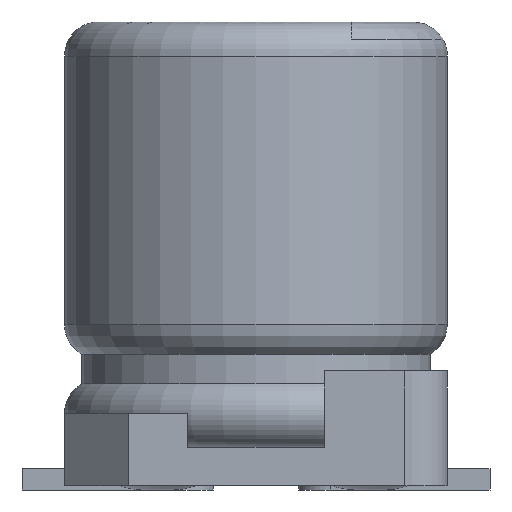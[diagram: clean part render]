
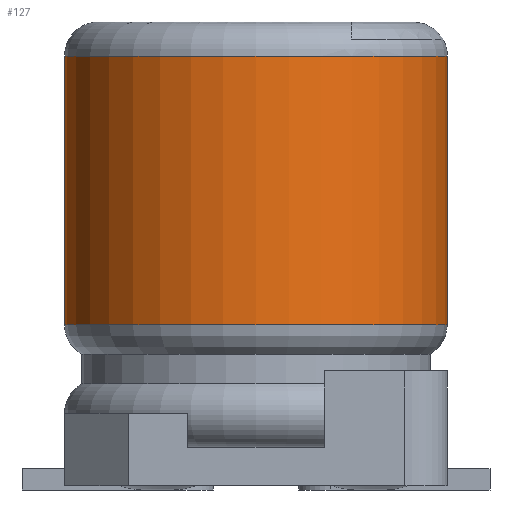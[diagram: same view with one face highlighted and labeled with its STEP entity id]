
A CAD part, front view. The second image highlights one B-rep face of the part: STEP entity #127.
In plain terms, the highlighted cylindrical face has radius 2.25 mm (diameter 4.5 mm), a full revolution.
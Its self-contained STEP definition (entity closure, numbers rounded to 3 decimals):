
#127=ADVANCED_FACE('',(#790,#792),#794,.T.);
#790=FACE_OUTER_BOUND('',#791,.T.);
#791=EDGE_LOOP('',(#1720));
#792=FACE_OUTER_BOUND('',#793,.T.);
#793=EDGE_LOOP('',(#1721));
#794=CYLINDRICAL_SURFACE('',#795,2.25);
#795=AXIS2_PLACEMENT_3D('',#796,#797,#798);
#796=CARTESIAN_POINT('',(1.8,0.,5.1));
#797=DIRECTION('',(0.,0.,-1.));
#798=DIRECTION('',(-1.,0.,0.));
#1720=ORIENTED_EDGE('',*,*,#2038,.T.);
#1721=ORIENTED_EDGE('',*,*,#2041,.F.);
#2038=EDGE_CURVE('',#2211,#2211,#2212,.T.);
#2041=EDGE_CURVE('',#2215,#2215,#2216,.T.);
#2211=VERTEX_POINT('',#2534);
#2212=CIRCLE('',#2535,2.25);
#2215=VERTEX_POINT('',#2546);
#2216=CIRCLE('',#2547,2.25);
#2534=CARTESIAN_POINT('',(-0.45,0.,5.1));
#2535=AXIS2_PLACEMENT_3D('',#2536,#2537,#2538);
#2536=CARTESIAN_POINT('',(1.8,0.,5.1));
#2537=DIRECTION('',(0.,0.,-1.));
#2538=DIRECTION('',(-1.,0.,0.));
#2546=CARTESIAN_POINT('',(-0.45,0.,1.943));
#2547=AXIS2_PLACEMENT_3D('',#2548,#2549,#2550);
#2548=CARTESIAN_POINT('',(1.8,0.,1.943));
#2549=DIRECTION('',(0.,0.,-1.));
#2550=DIRECTION('',(-1.,0.,0.));
